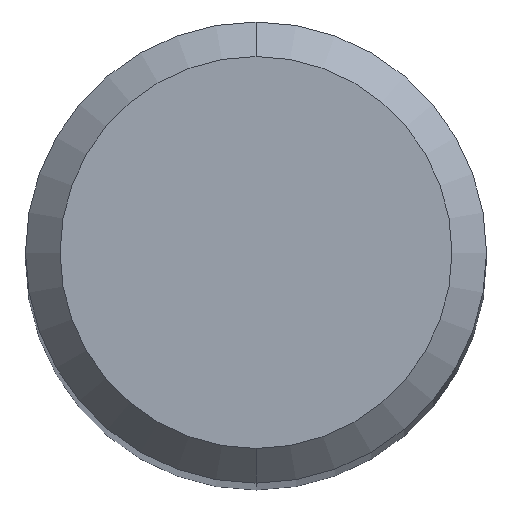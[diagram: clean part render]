
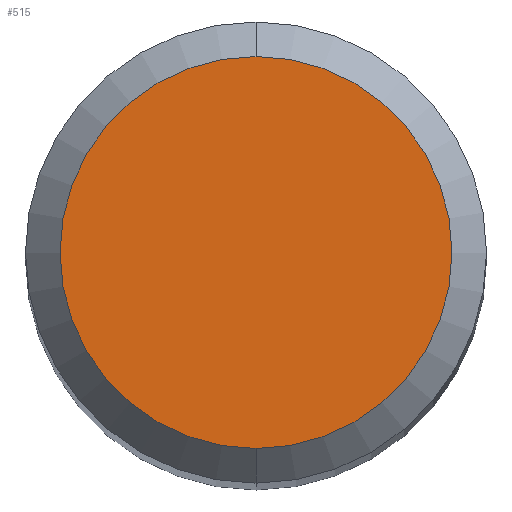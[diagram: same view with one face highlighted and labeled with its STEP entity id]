
A CAD part, top view. The second image highlights one B-rep face of the part: STEP entity #515.
In plain terms, the highlighted planar face has unit normal (0, 0, 1).
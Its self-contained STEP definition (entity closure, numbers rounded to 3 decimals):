
#489=EDGE_CURVE('',#855,#505,#1166,.T.);
#505=VERTEX_POINT('',#1183);
#515=ADVANCED_FACE('',(#1195),#1196,.T.);
#655=EDGE_CURVE('',#505,#855,#1352,.T.);
#855=VERTEX_POINT('',#1566);
#1166=CIRCLE('',#2327,1.7);
#1183=CARTESIAN_POINT('',(0.0,1.7,0.0));
#1195=FACE_OUTER_BOUND('',#2396,.T.);
#1196=PLANE('',#2397);
#1352=CIRCLE('',#3100,1.7);
#1566=CARTESIAN_POINT('',(0.,-1.7,0.0));
#2327=AXIS2_PLACEMENT_3D('',#4692,#4693,#4694);
#2396=EDGE_LOOP('',(#4730,#4731));
#2397=AXIS2_PLACEMENT_3D('',#4732,#4733,#4734);
#3100=AXIS2_PLACEMENT_3D('',#4920,#4921,#4922);
#4692=CARTESIAN_POINT('',(0.0,0.0,0.0));
#4693=DIRECTION('',(0.0,0.0,-1.0));
#4694=DIRECTION('',(0.0,1.0,0.0));
#4730=ORIENTED_EDGE('',*,*,#655,.F.);
#4731=ORIENTED_EDGE('',*,*,#489,.F.);
#4732=CARTESIAN_POINT('',(0.0,0.85,0.0));
#4733=DIRECTION('',(-0.0,0.0,1.0));
#4734=DIRECTION('',(0.0,-1.0,0.0));
#4920=CARTESIAN_POINT('',(0.0,0.0,0.0));
#4921=DIRECTION('',(0.0,0.0,-1.0));
#4922=DIRECTION('',(0.0,1.0,0.0));
